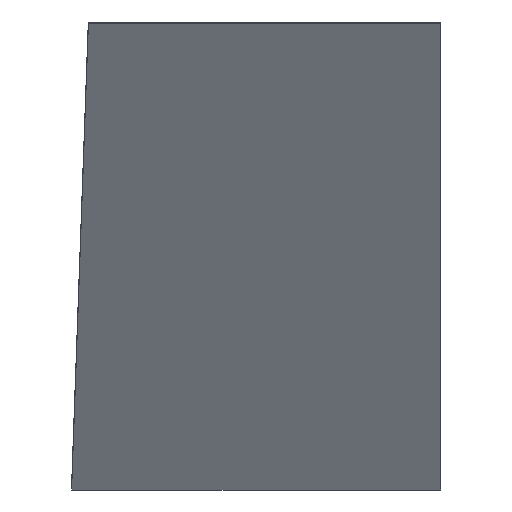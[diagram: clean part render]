
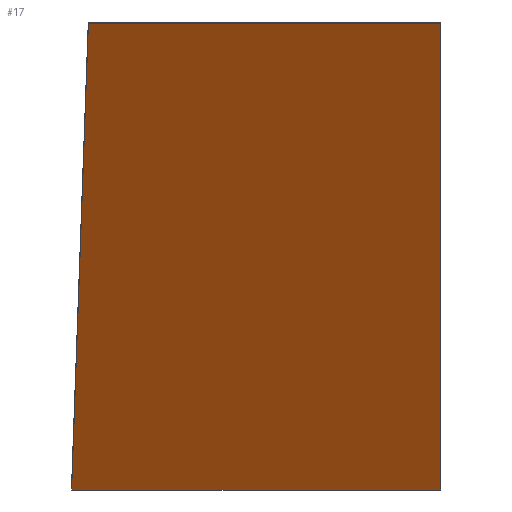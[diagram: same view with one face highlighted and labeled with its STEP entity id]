
A CAD part, left-side view. The second image highlights one B-rep face of the part: STEP entity #17.
In plain terms, the highlighted planar face has unit normal (-0.851, 0, -0.526).
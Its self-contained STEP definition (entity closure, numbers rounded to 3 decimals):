
#17 = ADVANCED_FACE('',(#18),#32,.F.);
#18 = FACE_BOUND('',#19,.F.);
#19 = EDGE_LOOP('',(#20,#53,#79,#105));
#20 = ORIENTED_EDGE('',*,*,#21,.F.);
#21 = EDGE_CURVE('',#22,#24,#26,.T.);
#22 = VERTEX_POINT('',#23);
#23 = CARTESIAN_POINT('',(12557.033,-525.,2904.368));
#24 = VERTEX_POINT('',#25);
#25 = CARTESIAN_POINT('',(11649.436,-525.,4372.874));
#26 = SURFACE_CURVE('',#27,(#31,#42),.PCURVE_S1.);
#27 = LINE('',#28,#29);
#28 = CARTESIAN_POINT('',(8665.338,-525.,9201.196));
#29 = VECTOR('',#30,1.);
#30 = DIRECTION('',(-0.526,0.,0.851));
#31 = PCURVE('',#32,#37);
#32 = PLANE('',#33);
#33 = AXIS2_PLACEMENT_3D('',#34,#35,#36);
#34 = CARTESIAN_POINT('',(8663.549,-45.193,
    9204.09));
#35 = DIRECTION('',(0.851,0.,0.526));
#36 = DIRECTION('',(0.,-1.,0.));
#37 = DEFINITIONAL_REPRESENTATION('',(#38),#41);
#38 = B_SPLINE_CURVE_WITH_KNOTS('',1,(#39,#40),.UNSPECIFIED.,.F.,.F.,(2,
    2),(-7722.667,-5451.939),
  .PIECEWISE_BEZIER_KNOTS.);
#39 = CARTESIAN_POINT('',(479.807,7726.068));
#40 = CARTESIAN_POINT('',(479.807,5455.341));
#41 = ( GEOMETRIC_REPRESENTATION_CONTEXT(2) 
PARAMETRIC_REPRESENTATION_CONTEXT() REPRESENTATION_CONTEXT('2D SPACE',''
  ) );
#42 = PCURVE('',#43,#48);
#43 = PLANE('',#44);
#44 = AXIS2_PLACEMENT_3D('',#45,#46,#47);
#45 = CARTESIAN_POINT('',(-11771.11,-525.,-3433.355)
  );
#46 = DIRECTION('',(0.,1.,0.));
#47 = DIRECTION('',(1.,0.,-0.));
#48 = DEFINITIONAL_REPRESENTATION('',(#49),#52);
#49 = B_SPLINE_CURVE_WITH_KNOTS('',1,(#50,#51),.UNSPECIFIED.,.F.,.F.,(2,
    2),(-7722.667,-5451.939),
  .PIECEWISE_BEZIER_KNOTS.);
#50 = CARTESIAN_POINT('',(24496.525,-6065.278));
#51 = CARTESIAN_POINT('',(23302.724,-7996.868));
#52 = ( GEOMETRIC_REPRESENTATION_CONTEXT(2) 
PARAMETRIC_REPRESENTATION_CONTEXT() REPRESENTATION_CONTEXT('2D SPACE',''
  ) );
#53 = ORIENTED_EDGE('',*,*,#54,.T.);
#54 = EDGE_CURVE('',#22,#55,#57,.T.);
#55 = VERTEX_POINT('',#56);
#56 = CARTESIAN_POINT('',(12557.033,637.398,
    2904.368));
#57 = SURFACE_CURVE('',#58,(#62,#68),.PCURVE_S1.);
#58 = LINE('',#59,#60);
#59 = CARTESIAN_POINT('',(12557.033,-22.597,
    2904.368));
#60 = VECTOR('',#61,1.);
#61 = DIRECTION('',(-0.,1.,0.));
#62 = PCURVE('',#32,#63);
#63 = DEFINITIONAL_REPRESENTATION('',(#64),#67);
#64 = B_SPLINE_CURVE_WITH_KNOTS('',1,(#65,#66),.UNSPECIFIED.,.F.,.F.,(2,
    2),(-618.696,776.813),.PIECEWISE_BEZIER_KNOTS.);
#65 = CARTESIAN_POINT('',(596.099,7405.789));
#66 = CARTESIAN_POINT('',(-799.41,7405.789));
#67 = ( GEOMETRIC_REPRESENTATION_CONTEXT(2) 
PARAMETRIC_REPRESENTATION_CONTEXT() REPRESENTATION_CONTEXT('2D SPACE',''
  ) );
#68 = PCURVE('',#69,#74);
#69 = PLANE('',#70);
#70 = AXIS2_PLACEMENT_3D('',#71,#72,#73);
#71 = CARTESIAN_POINT('',(1261.95,0.,-2592.896));
#72 = DIRECTION('',(0.438,0.,-0.899));
#73 = DIRECTION('',(0.,-1.,0.));
#74 = DEFINITIONAL_REPRESENTATION('',(#75),#78);
#75 = B_SPLINE_CURVE_WITH_KNOTS('',1,(#76,#77),.UNSPECIFIED.,.F.,.F.,(2,
    2),(-618.696,776.813),.PIECEWISE_BEZIER_KNOTS.);
#76 = CARTESIAN_POINT('',(641.292,-12561.799));
#77 = CARTESIAN_POINT('',(-754.217,-12561.799));
#78 = ( GEOMETRIC_REPRESENTATION_CONTEXT(2) 
PARAMETRIC_REPRESENTATION_CONTEXT() REPRESENTATION_CONTEXT('2D SPACE',''
  ) );
#79 = ORIENTED_EDGE('',*,*,#80,.F.);
#80 = EDGE_CURVE('',#81,#55,#83,.T.);
#81 = VERTEX_POINT('',#82);
#82 = CARTESIAN_POINT('',(11649.436,584.536,
    4372.874));
#83 = SURFACE_CURVE('',#84,(#88,#94),.PCURVE_S1.);
#84 = LINE('',#85,#86);
#85 = CARTESIAN_POINT('',(8653.409,410.038,
    9220.497));
#86 = VECTOR('',#87,1.);
#87 = DIRECTION('',(0.525,0.031,-0.85));
#88 = PCURVE('',#32,#89);
#89 = DEFINITIONAL_REPRESENTATION('',(#90),#93);
#90 = B_SPLINE_CURVE_WITH_KNOTS('',1,(#91,#92),.UNSPECIFIED.,.F.,.F.,(2,
    2),(5477.194,7748.986),
  .PIECEWISE_BEZIER_KNOTS.);
#91 = CARTESIAN_POINT('',(-622.867,5455.341));
#92 = CARTESIAN_POINT('',(-692.398,7726.068));
#93 = ( GEOMETRIC_REPRESENTATION_CONTEXT(2) 
PARAMETRIC_REPRESENTATION_CONTEXT() REPRESENTATION_CONTEXT('2D SPACE',''
  ) );
#94 = PCURVE('',#95,#100);
#95 = PLANE('',#96);
#96 = AXIS2_PLACEMENT_3D('',#97,#98,#99);
#97 = CARTESIAN_POINT('',(-11761.655,-779.004,
    -3433.355));
#98 = DIRECTION('',(0.058,-0.998,0.));
#99 = DIRECTION('',(0.,0.,-1.));
#100 = DEFINITIONAL_REPRESENTATION('',(#101),#104);
#101 = B_SPLINE_CURVE_WITH_KNOTS('',1,(#102,#103),.UNSPECIFIED.,.F.,.F.,
  (2,2),(5477.194,7748.986),
  .PIECEWISE_BEZIER_KNOTS.);
#102 = CARTESIAN_POINT('',(-7996.868,23332.744));
#103 = CARTESIAN_POINT('',(-6065.278,24528.569));
#104 = ( GEOMETRIC_REPRESENTATION_CONTEXT(2) 
PARAMETRIC_REPRESENTATION_CONTEXT() REPRESENTATION_CONTEXT('2D SPACE',''
  ) );
#105 = ORIENTED_EDGE('',*,*,#106,.F.);
#106 = EDGE_CURVE('',#24,#81,#107,.T.);
#107 = SURFACE_CURVE('',#108,(#112,#118),.PCURVE_S1.);
#108 = LINE('',#109,#110);
#109 = CARTESIAN_POINT('',(11649.436,-22.597,
    4372.874));
#110 = VECTOR('',#111,1.);
#111 = DIRECTION('',(-0.,1.,0.));
#112 = PCURVE('',#32,#113);
#113 = DEFINITIONAL_REPRESENTATION('',(#114),#117);
#114 = B_SPLINE_CURVE_WITH_KNOTS('',1,(#115,#116),.UNSPECIFIED.,.F.,.F.,
  (2,2),(-613.403,718.598),.PIECEWISE_BEZIER_KNOTS.);
#115 = CARTESIAN_POINT('',(590.807,5679.451));
#116 = CARTESIAN_POINT('',(-741.194,5679.451));
#117 = ( GEOMETRIC_REPRESENTATION_CONTEXT(2) 
PARAMETRIC_REPRESENTATION_CONTEXT() REPRESENTATION_CONTEXT('2D SPACE',''
  ) );
#118 = PCURVE('',#119,#124);
#119 = PLANE('',#120);
#120 = AXIS2_PLACEMENT_3D('',#121,#122,#123);
#121 = CARTESIAN_POINT('',(2202.325,0.,-2871.835));
#122 = DIRECTION('',(0.609,0.,-0.794));
#123 = DIRECTION('',(0.,-1.,0.));
#124 = DEFINITIONAL_REPRESENTATION('',(#125),#128);
#125 = B_SPLINE_CURVE_WITH_KNOTS('',1,(#126,#127),.UNSPECIFIED.,.F.,.F.,
  (2,2),(-613.403,718.598),.PIECEWISE_BEZIER_KNOTS.);
#126 = CARTESIAN_POINT('',(636.,-11905.197));
#127 = CARTESIAN_POINT('',(-696.001,-11905.197));
#128 = ( GEOMETRIC_REPRESENTATION_CONTEXT(2) 
PARAMETRIC_REPRESENTATION_CONTEXT() REPRESENTATION_CONTEXT('2D SPACE',''
  ) );
